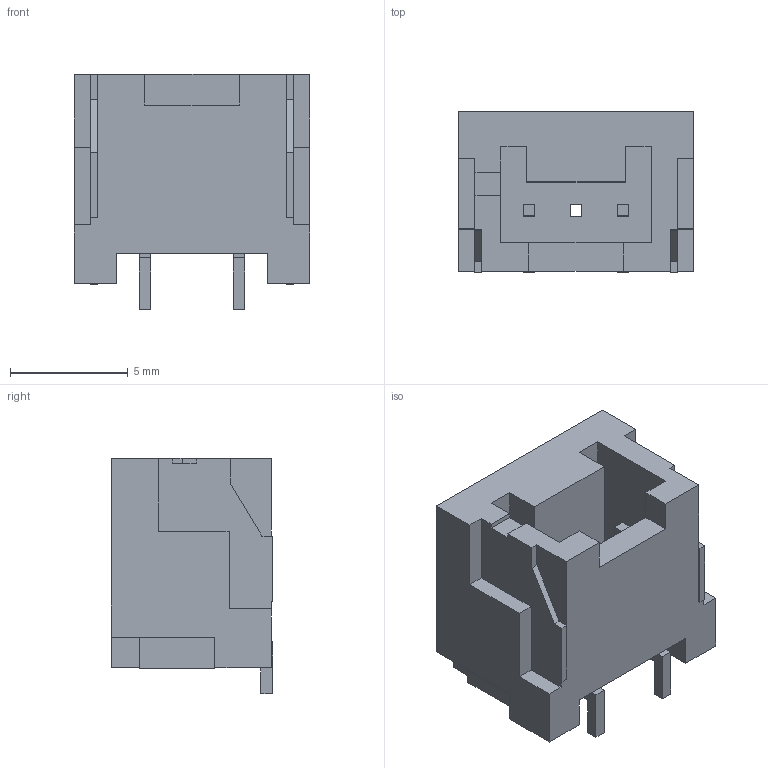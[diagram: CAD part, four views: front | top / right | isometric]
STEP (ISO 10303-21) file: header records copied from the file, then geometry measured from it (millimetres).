
FILE_DESCRIPTION (( 'STEP AP214' ), '1' );
FILE_NAME ('SM02(4.0)B-PBVSS　(LF)(SN).STEP', '2012-08-08T03:54:53', ( ' ' ), ( ' ' ), 'SwSTEP 2.0', 'SolidWorks 2005235', '' );
FILE_SCHEMA (( 'AUTOMOTIVE_DESIGN' ));
Length unit declared in the file: millimetre
Products named in the file (1): SM02(4.0)B-PBVSS　(LF)(SN)
Bounding box: 10 x 6.85 x 10 mm (x, y, z)
Volume: 368.9 mm3; surface area: 622.3 mm2
Topology: 1 solids, 1 shells, 100 faces, 288 edges, 190 vertices
Faces by surface type: plane 100
Entity records: 3811 total; most frequent: CARTESIAN_POINT 579, ORIENTED_EDGE 576, DIRECTION 490, EDGE_CURVE 288, VECTOR 288, LINE 288, VERTEX_POINT 190, EDGE_LOOP 106
